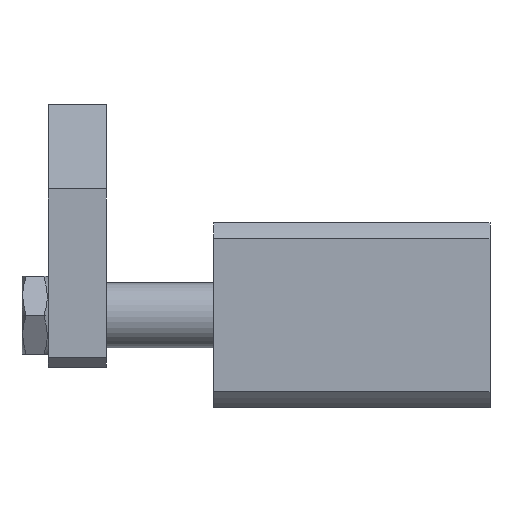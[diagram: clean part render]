
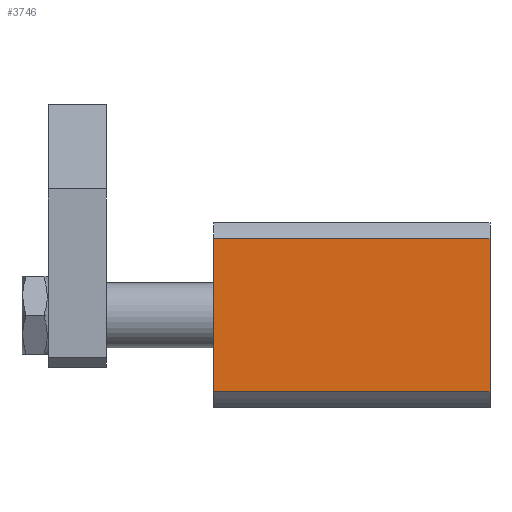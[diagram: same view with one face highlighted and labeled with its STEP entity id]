
A CAD part, left-side view. The second image highlights one B-rep face of the part: STEP entity #3746.
In plain terms, the highlighted planar face has unit normal (-1, 0, 0).
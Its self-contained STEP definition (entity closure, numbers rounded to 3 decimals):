
#189 = EDGE_LOOP ( 'NONE', ( #4123, #4131, #4138, #4142 ) ) ;
#472 = VERTEX_POINT ( 'NONE', #1028 ) ;
#478 = VERTEX_POINT ( 'NONE', #1034 ) ;
#483 = VERTEX_POINT ( 'NONE', #1040 ) ;
#1028 = CARTESIAN_POINT ( 'NONE',  ( -28.5, 0., 23.596 ) ) ;
#1034 = CARTESIAN_POINT ( 'NONE',  ( -28.5, 0., -23.596 ) ) ;
#1040 = CARTESIAN_POINT ( 'NONE',  ( -28.5, 85., -23.596 ) ) ;
#1588 = DIRECTION ( 'NONE',  ( 0., 0., -1. ) ) ;
#1589 = DIRECTION ( 'NONE',  ( 1., 0., 0. ) ) ;
#1591 = PLANE ( 'NONE',  #1891 ) ;
#1599 = CARTESIAN_POINT ( 'NONE',  ( -28.5, 85., 28.5 ) ) ;
#1891 = AXIS2_PLACEMENT_3D ( 'NONE', #1599, #1589, #1588 ) ;
#2285 = FACE_OUTER_BOUND ( 'NONE', #189, .T. ) ;
#2477 = CARTESIAN_POINT ( 'NONE',  ( -28.5, 85., 28.5 ) ) ;
#2487 = DIRECTION ( 'NONE',  ( 0., 0., 1. ) ) ;
#2488 = CARTESIAN_POINT ( 'NONE',  ( -28.5, 0., 23.596 ) ) ;
#2489 = DIRECTION ( 'NONE',  ( 0., -1., 0. ) ) ;
#2490 = CARTESIAN_POINT ( 'NONE',  ( -28.5, 0., -23.596 ) ) ;
#2492 = DIRECTION ( 'NONE',  ( 0., 1., 0. ) ) ;
#2591 = DIRECTION ( 'NONE',  ( 0., 0., 1. ) ) ;
#2610 = CARTESIAN_POINT ( 'NONE',  ( -28.5, 0., 28.5 ) ) ;
#2822 = CARTESIAN_POINT ( 'NONE',  ( -28.5, 85., 23.596 ) ) ;
#3188 = LINE ( 'NONE', #2477, #3193 ) ;
#3192 = LINE ( 'NONE', #2488, #3195 ) ;
#3193 = VECTOR ( 'NONE', #2487, 1000. ) ;
#3194 = LINE ( 'NONE', #2490, #3197 ) ;
#3195 = VECTOR ( 'NONE', #2489, 1000. ) ;
#3197 = VECTOR ( 'NONE', #2492, 1000. ) ;
#3219 = LINE ( 'NONE', #2610, #3226 ) ;
#3226 = VECTOR ( 'NONE', #2591, 1000. ) ;
#3746 = ADVANCED_FACE ( 'NONE', ( #2285 ), #1591, .F. ) ;
#4123 = ORIENTED_EDGE ( 'NONE', *, *, #5141, .F. ) ;
#4131 = ORIENTED_EDGE ( 'NONE', *, *, #5162, .T. ) ;
#4138 = ORIENTED_EDGE ( 'NONE', *, *, #5140, .F. ) ;
#4142 = ORIENTED_EDGE ( 'NONE', *, *, #5139, .F. ) ;
#5139 = EDGE_CURVE ( 'NONE', #483, #5718, #3188, .T. ) ;
#5140 = EDGE_CURVE ( 'NONE', #5718, #472, #3192, .T. ) ;
#5141 = EDGE_CURVE ( 'NONE', #478, #483, #3194, .T. ) ;
#5162 = EDGE_CURVE ( 'NONE', #478, #472, #3219, .T. ) ;
#5718 = VERTEX_POINT ( 'NONE', #2822 ) ;
